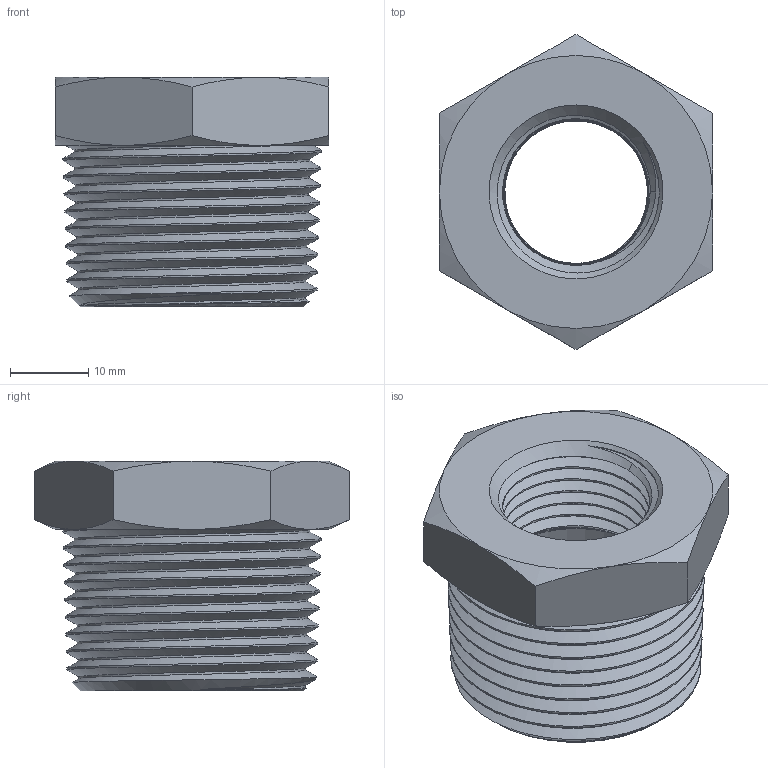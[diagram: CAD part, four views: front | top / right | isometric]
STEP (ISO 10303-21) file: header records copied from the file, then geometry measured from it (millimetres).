
FILE_DESCRIPTION(/* description */ ('Unknown'),/* implementation_level */ '2;1');
FILE_NAME(/* name */ 'A4.1 .1;2.SP',/* time_stamp */ '2023-09-06T08:23:11-04:00',/* author */ ('Unknown'),/* organization */ ('Unknown'),/* preprocessor_version */ 'ST-DEVELOPER v18.1',/* originating_system */ 'Solid Edge',/* authorisation */ 'Unknown');
FILE_SCHEMA (('AUTOMOTIVE_DESIGN {1 0 10303 214 3 1 1}'));
Length unit declared in the file: millimetre
Products named in the file (1): A4.1 .1;2.SP
Bounding box: 34.92 x 40.33 x 29.37 mm (x, y, z)
Volume: 11133.7 mm3; surface area: 8513.5 mm2
Topology: 1 solids, 1 shells, 35 faces, 81 edges, 50 vertices
Faces by surface type: cone 18, plane 10, bspline 6, cylinder 1
Full cylindrical faces by diameter (mm): 27.426 x1
Entity records: 7731 total; most frequent: CARTESIAN_POINT 7054, ORIENTED_EDGE 142, DIRECTION 106, EDGE_CURVE 71, AXIS2_PLACEMENT_3D 50, VERTEX_POINT 45, B_SPLINE_CURVE_WITH_KNOTS 44, EDGE_LOOP 42
